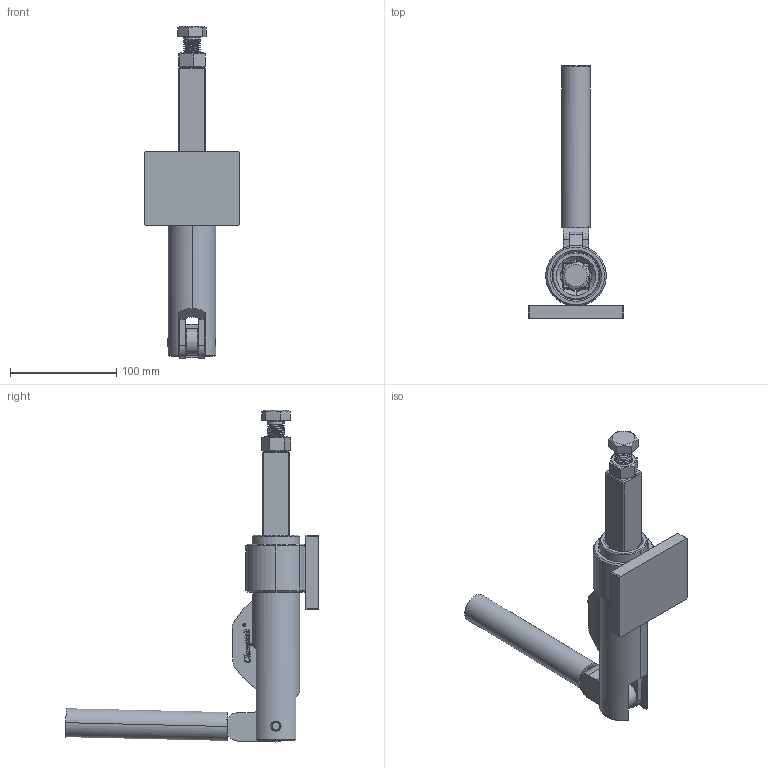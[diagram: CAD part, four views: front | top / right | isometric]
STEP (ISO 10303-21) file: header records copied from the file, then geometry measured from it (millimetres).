
FILE_DESCRIPTION (( 'STEP AP203' ), '1' );
FILE_NAME ('CH-30619M.STEP', '2017-11-28T10:50:25', ( 'Windows' ), ( 'Microsoft' ), 'SwSTEP 2.0', 'SolidWorks 2015', '' );
FILE_SCHEMA (( 'CONFIG_CONTROL_DESIGN' ));
Length unit declared in the file: millimetre
Products named in the file (12): CH-30619M-05 CREST STALK; M16; M16X50; 潔路杶; CH-30619M-01 BASE_默认<按加工>; 傻种; 酗种; CH-30619M-02 LEAD SET; 傻眄杶; CH-30619M-03 HANDLE; CH-30619M; CH-30619M-04 CONNECTING-PLATE
Assembly tree (13 placements, depth 2):
  CH-30619M
    CH-30619M-01 BASE_默认<按加工>
    CH-30619M-02 LEAD SET
    CH-30619M-03 HANDLE
    CH-30619M-04 CONNECTING-PLATE
    CH-30619M-05 CREST STALK
    M16
    M16X50
    潔路杶
    傻种  x2
    酗种
    傻眄杶  x2
Bounding box: 90 x 238.05 x 312.39 mm (x, y, z)
Volume: 475530.7 mm3; surface area: 163461.6 mm2
Topology: 16 solids, 16 shells, 690 faces, 1850 edges, 1215 vertices
Faces by surface type: plane 273, bspline 188, cylinder 172, cone 55, torus 2
Entity records: 35134 total; most frequent: CARTESIAN_POINT 18675, ORIENTED_EDGE 3644, DIRECTION 2362, EDGE_CURVE 1822, VERTEX_POINT 1199, VECTOR 972, LINE 972, EDGE_LOOP 735
